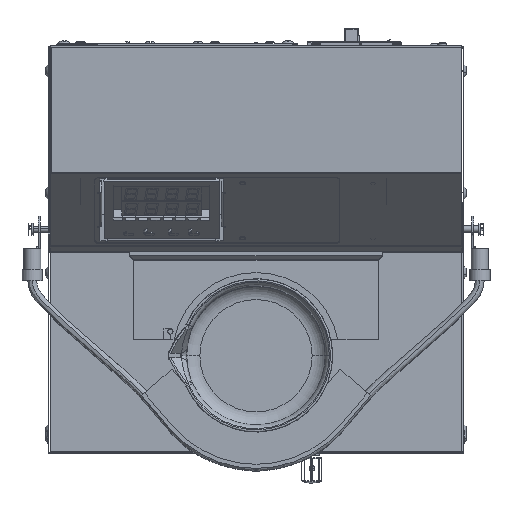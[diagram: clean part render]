
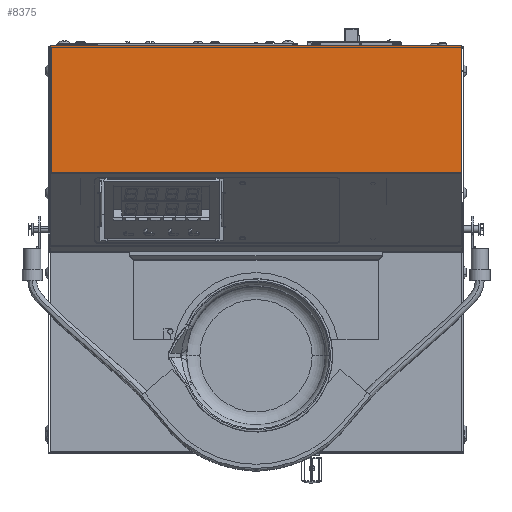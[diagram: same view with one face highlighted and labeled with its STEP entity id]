
A CAD part, top view. The second image highlights one B-rep face of the part: STEP entity #8375.
In plain terms, the highlighted planar face has unit normal (0, 0, 1).
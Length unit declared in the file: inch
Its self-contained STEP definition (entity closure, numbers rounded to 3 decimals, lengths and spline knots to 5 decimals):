
#203 = VECTOR ( 'NONE', #15410, 39.37008 ) ;
#1806 = CARTESIAN_POINT ( 'NONE',  ( 9.08839, -14.4985, 10.10163 ) ) ;
#2508 = CARTESIAN_POINT ( 'NONE',  ( 8.61173, -13.64233, 10.10163 ) ) ;
#3302 = VERTEX_POINT ( 'NONE', #14216 ) ;
#5404 = VERTEX_POINT ( 'NONE', #35086 ) ;
#8375 = ADVANCED_FACE ( 'NONE', ( #44579 ), #12301, .T. ) ;
#9409 = LINE ( 'NONE', #38783, #59179 ) ;
#9877 = EDGE_CURVE ( 'NONE', #26832, #3302, #62299, .T. ) ;
#11002 = ORIENTED_EDGE ( 'NONE', *, *, #20661, .T. ) ;
#12301 = PLANE ( 'NONE',  #49599 ) ;
#14216 = CARTESIAN_POINT ( 'NONE',  ( 9.08839, -11.36953, 10.10163 ) ) ;
#15410 = DIRECTION ( 'NONE',  ( 1., 0., 0. ) ) ;
#20661 = EDGE_CURVE ( 'NONE', #5404, #61784, #56244, .T. ) ;
#21299 = ORIENTED_EDGE ( 'NONE', *, *, #43027, .F. ) ;
#24691 = LINE ( 'NONE', #1806, #62870 ) ;
#26532 = ORIENTED_EDGE ( 'NONE', *, *, #41299, .F. ) ;
#26832 = VERTEX_POINT ( 'NONE', #45949 ) ;
#27439 = DIRECTION ( 'NONE',  ( 0., 1., 0. ) ) ;
#35086 = CARTESIAN_POINT ( 'NONE',  ( -1.01161, -14.4985, 10.10163 ) ) ;
#35816 = VECTOR ( 'NONE', #54821, 39.37008 ) ;
#38783 = CARTESIAN_POINT ( 'NONE',  ( -1.01161, -13.62963, 10.10163 ) ) ;
#41299 = EDGE_CURVE ( 'NONE', #5404, #26832, #9409, .T. ) ;
#43027 = EDGE_CURVE ( 'NONE', #3302, #61784, #24691, .T. ) ;
#44579 = FACE_OUTER_BOUND ( 'NONE', #50342, .T. ) ;
#45949 = CARTESIAN_POINT ( 'NONE',  ( -1.01161, -11.36953, 10.10163 ) ) ;
#49599 = AXIS2_PLACEMENT_3D ( 'NONE', #2508, #57295, #27439 ) ;
#49810 = CARTESIAN_POINT ( 'NONE',  ( 9.08839, -11.36953, 10.10163 ) ) ;
#49847 = CARTESIAN_POINT ( 'NONE',  ( 9.08839, -14.4985, 10.10163 ) ) ;
#50342 = EDGE_LOOP ( 'NONE', ( #11002, #21299, #51838, #26532 ) ) ;
#51401 = DIRECTION ( 'NONE',  ( 0., -1., 0. ) ) ;
#51838 = ORIENTED_EDGE ( 'NONE', *, *, #9877, .F. ) ;
#54821 = DIRECTION ( 'NONE',  ( 1., 0., 0. ) ) ;
#55273 = CARTESIAN_POINT ( 'NONE',  ( 8.61173, -14.4985, 10.10163 ) ) ;
#56244 = LINE ( 'NONE', #55273, #203 ) ;
#57295 = DIRECTION ( 'NONE',  ( 0., 0., 1. ) ) ;
#59179 = VECTOR ( 'NONE', #63603, 39.37008 ) ;
#61784 = VERTEX_POINT ( 'NONE', #49847 ) ;
#62299 = LINE ( 'NONE', #49810, #35816 ) ;
#62870 = VECTOR ( 'NONE', #51401, 39.37008 ) ;
#63603 = DIRECTION ( 'NONE',  ( 0., 1., 0. ) ) ;
